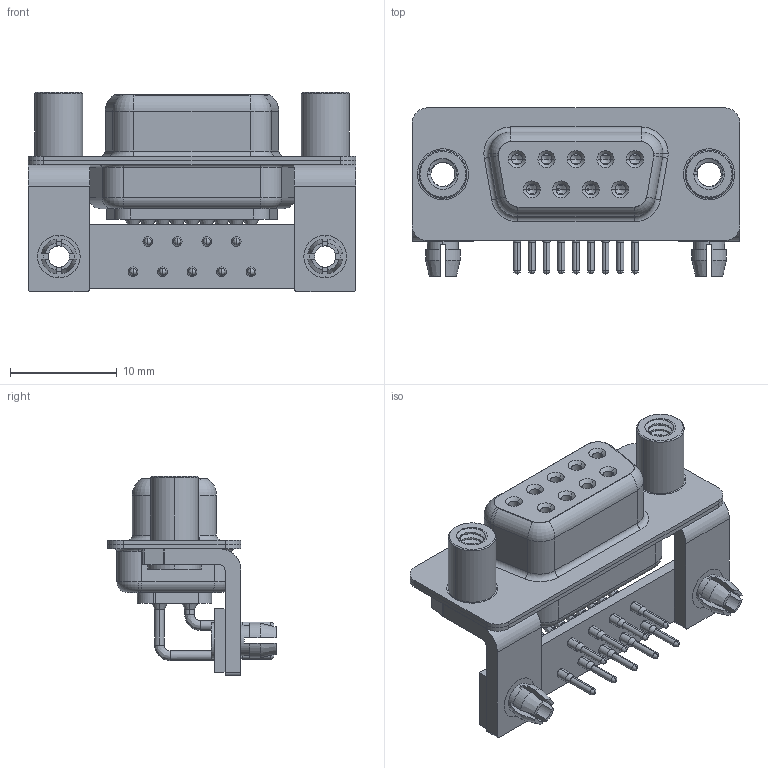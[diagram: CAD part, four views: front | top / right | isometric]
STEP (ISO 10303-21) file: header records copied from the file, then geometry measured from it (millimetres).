
FILE_DESCRIPTION (( 'STEP AP203' ), '1' );
FILE_NAME ('622-M09-260-BN5.STEP', '2018-09-24T19:58:40', ( '' ), ( '' ), 'SwSTEP 2.0', 'SolidWorks 2016', '' );
FILE_SCHEMA (( 'CONFIG_CONTROL_DESIGN' ));
Length unit declared in the file: millimetre
Products named in the file (10): 622-M09-260-BN5; 622M Shell Front_09 Contacts; 622M Shell Rear_09 Contacts; 622M Contact Row 1; 622M Contact Row 2; 622M Stabilizer Bracket; 622M 4-40 Threaded Standoff; 622M Stabilizer Board_09 Contacts; 622M Board Lock; 622M Housing_09 Contacts
Assembly tree (19 placements, depth 2):
  622-M09-260-BN5
    622M Housing_09 Contacts
    622M Shell Front_09 Contacts
    622M Shell Rear_09 Contacts
    622M Contact Row 1  x5
    622M Contact Row 2  x4
    622M Stabilizer Bracket  x2
    622M 4-40 Threaded Standoff  x2
    622M Stabilizer Board_09 Contacts
    622M Board Lock  x2
Bounding box: 30.8 x 15.8 x 18.7 mm (x, y, z)
Volume: 2304.3 mm3; surface area: 6083.6 mm2
Topology: 19 solids, 19 shells, 966 faces, 2468 edges, 1566 vertices
Faces by surface type: cylinder 458, plane 278, cone 125, torus 63, bspline 42
Entity records: 20196 total; most frequent: CARTESIAN_POINT 5146, DIRECTION 3073, ORIENTED_EDGE 2770, EDGE_CURVE 1385, AXIS2_PLACEMENT_3D 1250, VERTEX_POINT 884, CIRCLE 677, EDGE_LOOP 665
